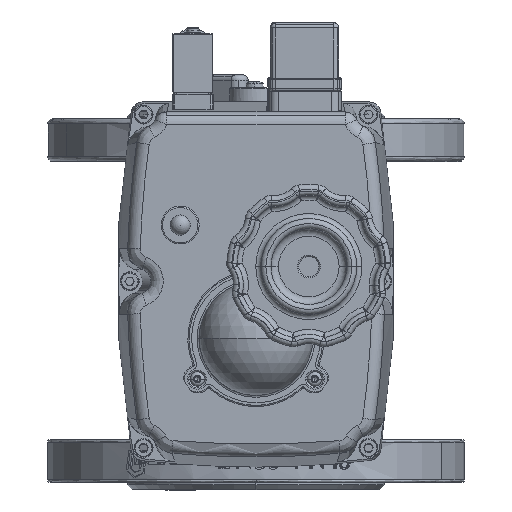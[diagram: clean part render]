
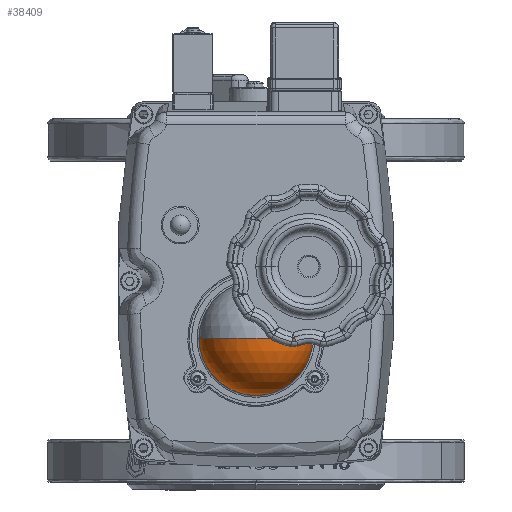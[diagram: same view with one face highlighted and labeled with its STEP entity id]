
A CAD part, left-side view. The second image highlights one B-rep face of the part: STEP entity #38409.
In plain terms, the highlighted spherical face has radius 22.5 mm.
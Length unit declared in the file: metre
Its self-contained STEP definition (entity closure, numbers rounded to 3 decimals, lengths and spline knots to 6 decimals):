
#7330 = AXIS2_PLACEMENT_3D ( 'NONE', #17186, #71584, #23079 ) ;
#13819 = DIRECTION ( 'NONE',  ( 0., 0., -1. ) ) ;
#14386 = EDGE_CURVE ( 'NONE', #74572, #66034, #36835, .T. ) ;
#17186 = CARTESIAN_POINT ( 'NONE',  ( -0.228537, -0.019304, 0.1515 ) ) ;
#21362 = DIRECTION ( 'NONE',  ( 1., 0., 0. ) ) ;
#23079 = DIRECTION ( 'NONE',  ( 0., -1., 0. ) ) ;
#24257 = AXIS2_PLACEMENT_3D ( 'NONE', #33927, #13819, #118389 ) ;
#26202 = CARTESIAN_POINT ( 'NONE',  ( -0.229309, -0.019304, 0.1515 ) ) ;
#33133 = FACE_OUTER_BOUND ( 'NONE', #119929, .T. ) ;
#33927 = CARTESIAN_POINT ( 'NONE',  ( -0.228537, -0.019304, 0.1515 ) ) ;
#36160 = ORIENTED_EDGE ( 'NONE', *, *, #110906, .F. ) ;
#36835 = CIRCLE ( 'NONE', #77144, 0.0225 ) ;
#38409 = ADVANCED_FACE ( 'NONE', ( #33133 ), #109336, .T. ) ;
#43400 = ORIENTED_EDGE ( 'NONE', *, *, #14386, .F. ) ;
#46290 = VERTEX_POINT ( 'NONE', #71709 ) ;
#51368 = CARTESIAN_POINT ( 'NONE',  ( -0.229309, 0.003183, 0.1515 ) ) ;
#56034 = ORIENTED_EDGE ( 'NONE', *, *, #96572, .T. ) ;
#58550 = CARTESIAN_POINT ( 'NONE',  ( -0.228537, -0.019304, 0.1515 ) ) ;
#59699 = CIRCLE ( 'NONE', #87828, 0.022487 ) ;
#66034 = VERTEX_POINT ( 'NONE', #112366 ) ;
#71584 = DIRECTION ( 'NONE',  ( 0., 0., 1. ) ) ;
#71709 = CARTESIAN_POINT ( 'NONE',  ( -0.229309, -0.041791, 0.1515 ) ) ;
#72547 = CIRCLE ( 'NONE', #24257, 0.0225 ) ;
#74572 = VERTEX_POINT ( 'NONE', #51368 ) ;
#77144 = AXIS2_PLACEMENT_3D ( 'NONE', #58550, #107620, #21362 ) ;
#87828 = AXIS2_PLACEMENT_3D ( 'NONE', #26202, #113077, #112459 ) ;
#96572 = EDGE_CURVE ( 'NONE', #46290, #66034, #72547, .T. ) ;
#107620 = DIRECTION ( 'NONE',  ( 0., 0., 1. ) ) ;
#109336 = SPHERICAL_SURFACE ( 'NONE', #7330, 0.0225 ) ;
#110906 = EDGE_CURVE ( 'NONE', #46290, #74572, #59699, .T. ) ;
#112366 = CARTESIAN_POINT ( 'NONE',  ( -0.251037, -0.019304, 0.1515 ) ) ;
#112459 = DIRECTION ( 'NONE',  ( 0., 1., 0. ) ) ;
#113077 = DIRECTION ( 'NONE',  ( 1., 0., 0. ) ) ;
#118389 = DIRECTION ( 'NONE',  ( -1., 0., 0. ) ) ;
#119929 = EDGE_LOOP ( 'NONE', ( #43400, #36160, #56034 ) ) ;
